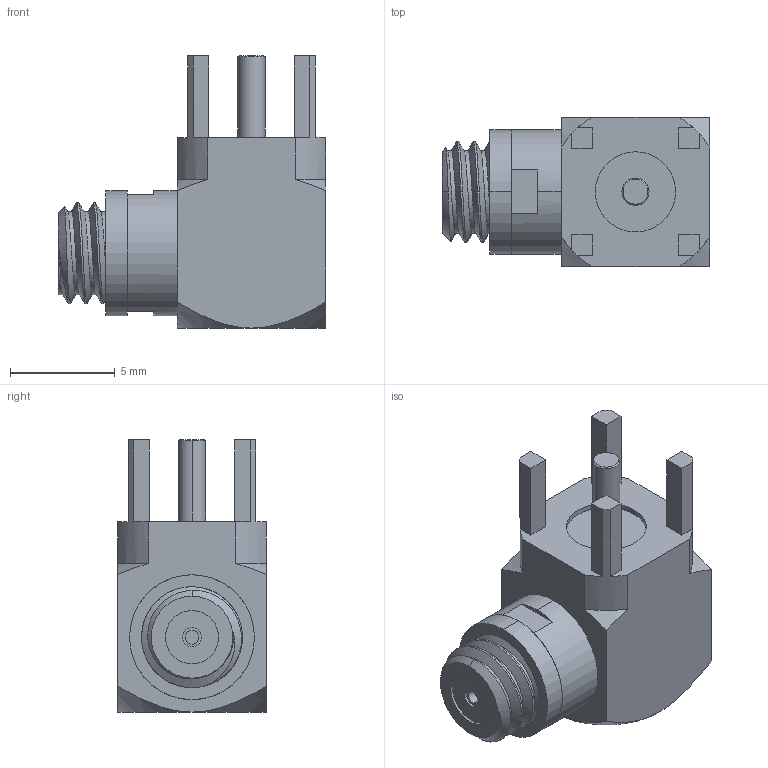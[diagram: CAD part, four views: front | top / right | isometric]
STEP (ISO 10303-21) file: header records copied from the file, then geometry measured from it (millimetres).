
FILE_DESCRIPTION (( 'STEP AP203' ), '1' );
FILE_NAME ('PE44360.step', '2018-05-07T14:58:26', ( '' ), ( '' ), 'SwSTEP 2.0', 'SolidWorks 2017', '' );
FILE_SCHEMA (( 'CONFIG_CONTROL_DESIGN' ));
Length unit declared in the file: inch
Products named in the file (1): PE44360
Bounding box: 12.8 x 7.11 x 13.02 mm (x, y, z)
Volume: 587.9 mm3; surface area: 628.1 mm2
Topology: 3 solids, 3 shells, 88 faces, 219 edges, 143 vertices
Faces by surface type: plane 41, cylinder 31, cone 12, bspline 4
Entity records: 4382 total; most frequent: CARTESIAN_POINT 2252, ORIENTED_EDGE 438, DIRECTION 412, EDGE_CURVE 219, AXIS2_PLACEMENT_3D 153, VERTEX_POINT 143, LINE 106, VECTOR 106
